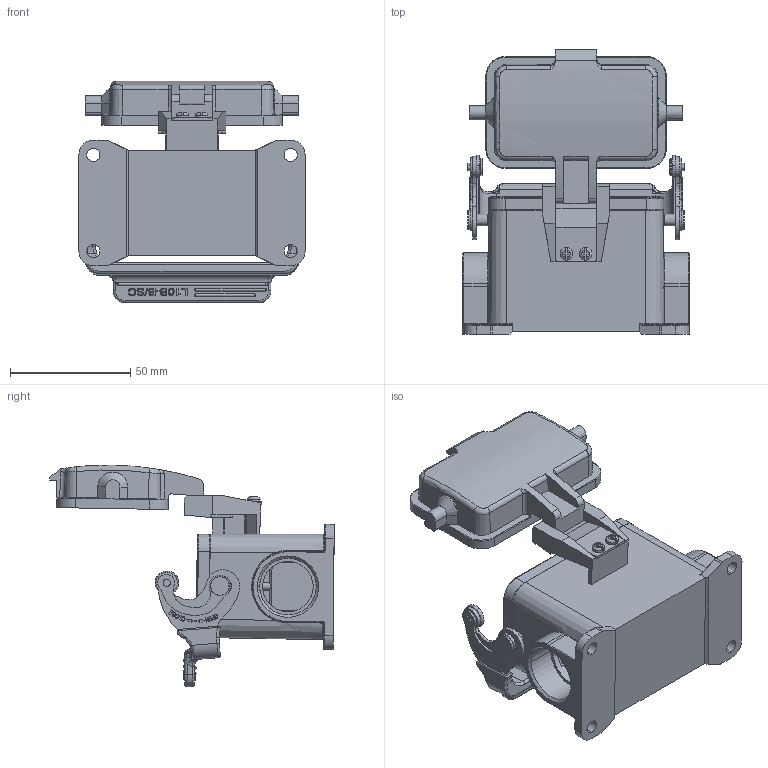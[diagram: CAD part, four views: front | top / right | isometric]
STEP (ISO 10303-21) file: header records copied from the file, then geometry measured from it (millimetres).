
FILE_DESCRIPTION((''),'2;1');
FILE_NAME('PRT0358_1','2017-09-26T',('dm.li'),(''),'PRO/ENGINEER BY PARAMETRIC TECHNOLOGY CORPORATION, 2012480','PRO/ENGINEER BY PARAMETRIC TECHNOLOGY CORPORATION, 2012480','');
FILE_SCHEMA(('AUTOMOTIVE_DESIGN { 1 0 10303 214 1 1 1 1 }'));
Products named in the file (1): PRT0358_1
Bounding box: 94.01 x 118.27 x 92.08 mm (x, y, z)
Volume: 105742.4 mm3; surface area: 64257.9 mm2
Topology: 1 solids, 14 shells, 1553 faces, 4210 edges, 2742 vertices
Faces by surface type: plane 647, cylinder 386, extrusion 296, torus 94, bspline 54, cone 50, sphere 26
Entity records: 57781 total; most frequent: CARTESIAN_POINT 16468, ORIENTED_EDGE 8360, DIRECTION 7037, EDGE_CURVE 4180, VERTEX_POINT 2742, VECTOR 2503, AXIS2_PLACEMENT_3D 2267, LINE 2207
